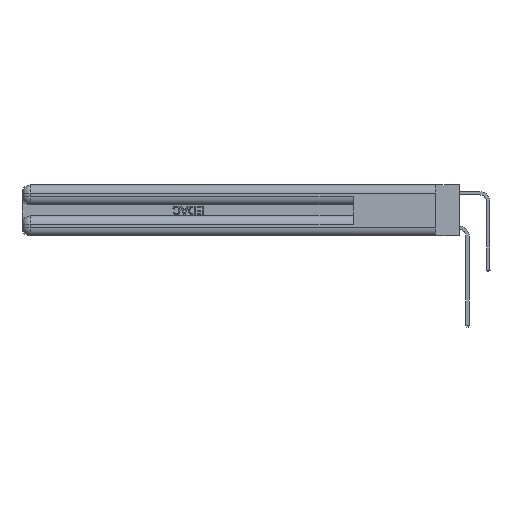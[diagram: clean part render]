
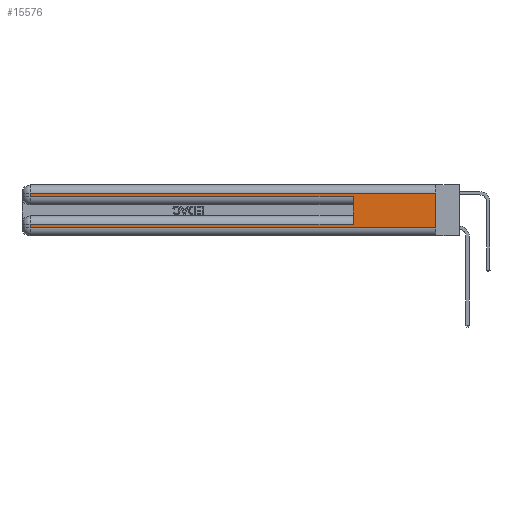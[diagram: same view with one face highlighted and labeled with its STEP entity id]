
A CAD part, left-side view. The second image highlights one B-rep face of the part: STEP entity #15576.
In plain terms, the highlighted planar face has unit normal (-1, 0, 0).
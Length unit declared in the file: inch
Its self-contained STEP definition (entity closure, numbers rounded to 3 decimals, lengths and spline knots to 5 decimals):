
#1245 = ORIENTED_EDGE ( 'NONE', *, *, #13734, .T. ) ;
#1299 = VECTOR ( 'NONE', #18698, 39.37008 ) ;
#1656 = CARTESIAN_POINT ( 'NONE',  ( 0., 0., 0.285 ) ) ;
#3088 = CARTESIAN_POINT ( 'NONE',  ( 0., 0., 0.37 ) ) ;
#3399 = CARTESIAN_POINT ( 'NONE',  ( 0., 0.6, 0.285 ) ) ;
#4131 = DIRECTION ( 'NONE',  ( 0., 0., -1. ) ) ;
#4160 = VERTEX_POINT ( 'NONE', #18962 ) ;
#4206 = DIRECTION ( 'NONE',  ( 0., 0., 1. ) ) ;
#4538 = LINE ( 'NONE', #31842, #1299 ) ;
#5211 = LINE ( 'NONE', #18494, #27135 ) ;
#5273 = EDGE_CURVE ( 'NONE', #32089, #24470, #20320, .T. ) ;
#5727 = EDGE_CURVE ( 'NONE', #4160, #17196, #19922, .T. ) ;
#5779 = DIRECTION ( 'NONE',  ( 0., 0., -1. ) ) ;
#6039 = VECTOR ( 'NONE', #4206, 39.37008 ) ;
#6287 = DIRECTION ( 'NONE',  ( 0., 0., -1. ) ) ;
#6446 = ORIENTED_EDGE ( 'NONE', *, *, #19807, .F. ) ;
#6950 = ORIENTED_EDGE ( 'NONE', *, *, #16798, .T. ) ;
#7008 = VERTEX_POINT ( 'NONE', #24578 ) ;
#7953 = LINE ( 'NONE', #22317, #12367 ) ;
#8599 = ORIENTED_EDGE ( 'NONE', *, *, #20493, .T. ) ;
#8654 = PLANE ( 'NONE',  #29342 ) ;
#9758 = ORIENTED_EDGE ( 'NONE', *, *, #20129, .T. ) ;
#10276 = ORIENTED_EDGE ( 'NONE', *, *, #5727, .T. ) ;
#12367 = VECTOR ( 'NONE', #33283, 39.37008 ) ;
#13103 = ORIENTED_EDGE ( 'NONE', *, *, #5273, .F. ) ;
#13510 = CARTESIAN_POINT ( 'NONE',  ( 0., 0., 0.06 ) ) ;
#13734 = EDGE_CURVE ( 'NONE', #35074, #7008, #34328, .T. ) ;
#15576 = ADVANCED_FACE ( 'NONE', ( #34726 ), #8654, .F. ) ;
#16213 = VERTEX_POINT ( 'NONE', #3399 ) ;
#16614 = VERTEX_POINT ( 'NONE', #22868 ) ;
#16798 = EDGE_CURVE ( 'NONE', #16614, #35074, #4538, .T. ) ;
#17196 = VERTEX_POINT ( 'NONE', #24228 ) ;
#17215 = VECTOR ( 'NONE', #4131, 39.37008 ) ;
#17434 = VECTOR ( 'NONE', #18501, 39.37008 ) ;
#18290 = EDGE_CURVE ( 'NONE', #7008, #24470, #5211, .T. ) ;
#18494 = CARTESIAN_POINT ( 'NONE',  ( 0., 0., 0.06 ) ) ;
#18501 = DIRECTION ( 'NONE',  ( 0., -1., 0. ) ) ;
#18698 = DIRECTION ( 'NONE',  ( 0., 1., 0. ) ) ;
#18962 = CARTESIAN_POINT ( 'NONE',  ( 0., 2.94, 0.31 ) ) ;
#19290 = ORIENTED_EDGE ( 'NONE', *, *, #18290, .T. ) ;
#19603 = CARTESIAN_POINT ( 'NONE',  ( 0., 0., 0.37 ) ) ;
#19807 = EDGE_CURVE ( 'NONE', #16614, #16213, #31333, .T. ) ;
#19922 = LINE ( 'NONE', #30885, #21809 ) ;
#20129 = EDGE_CURVE ( 'NONE', #32089, #4160, #7953, .T. ) ;
#20187 = EDGE_LOOP ( 'NONE', ( #13103, #9758, #10276, #8599, #6446, #6950, #1245, #19290 ) ) ;
#20320 = LINE ( 'NONE', #19603, #23376 ) ;
#20493 = EDGE_CURVE ( 'NONE', #17196, #16213, #26053, .T. ) ;
#20540 = DIRECTION ( 'NONE',  ( 0., -1., 0. ) ) ;
#21809 = VECTOR ( 'NONE', #6287, 39.37008 ) ;
#21926 = DIRECTION ( 'NONE',  ( 1., 0., 0. ) ) ;
#22317 = CARTESIAN_POINT ( 'NONE',  ( 0., 0., 0.31 ) ) ;
#22653 = DIRECTION ( 'NONE',  ( 0., 0., -1. ) ) ;
#22868 = CARTESIAN_POINT ( 'NONE',  ( 0., 0.6, 0.085 ) ) ;
#23376 = VECTOR ( 'NONE', #22653, 39.37008 ) ;
#24228 = CARTESIAN_POINT ( 'NONE',  ( 0., 2.94, 0.285 ) ) ;
#24470 = VERTEX_POINT ( 'NONE', #13510 ) ;
#24578 = CARTESIAN_POINT ( 'NONE',  ( 0., 2.94, 0.06 ) ) ;
#26053 = LINE ( 'NONE', #1656, #17434 ) ;
#27135 = VECTOR ( 'NONE', #20540, 39.37008 ) ;
#29342 = AXIS2_PLACEMENT_3D ( 'NONE', #3088, #21926, #5779 ) ;
#30885 = CARTESIAN_POINT ( 'NONE',  ( 0., 2.94, 0.37 ) ) ;
#31156 = CARTESIAN_POINT ( 'NONE',  ( 0., 0.6, 0.145 ) ) ;
#31333 = LINE ( 'NONE', #31156, #6039 ) ;
#31440 = CARTESIAN_POINT ( 'NONE',  ( 0., 2.94, 0.37 ) ) ;
#31842 = CARTESIAN_POINT ( 'NONE',  ( 0., 0., 0.085 ) ) ;
#32089 = VERTEX_POINT ( 'NONE', #35002 ) ;
#33283 = DIRECTION ( 'NONE',  ( 0., 1., 0. ) ) ;
#34328 = LINE ( 'NONE', #31440, #17215 ) ;
#34726 = FACE_OUTER_BOUND ( 'NONE', #20187, .T. ) ;
#34971 = CARTESIAN_POINT ( 'NONE',  ( 0., 2.94, 0.085 ) ) ;
#35002 = CARTESIAN_POINT ( 'NONE',  ( 0., 0., 0.31 ) ) ;
#35074 = VERTEX_POINT ( 'NONE', #34971 ) ;
